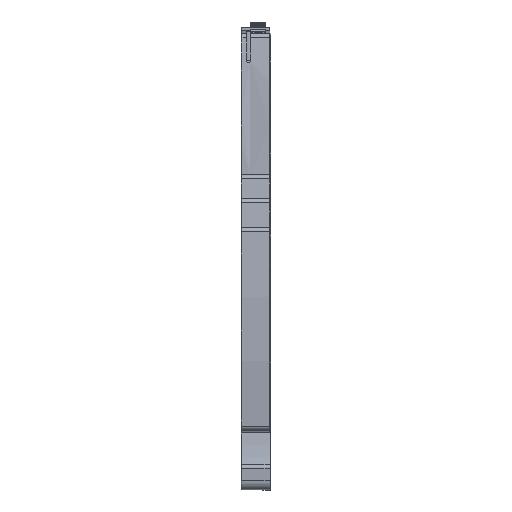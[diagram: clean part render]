
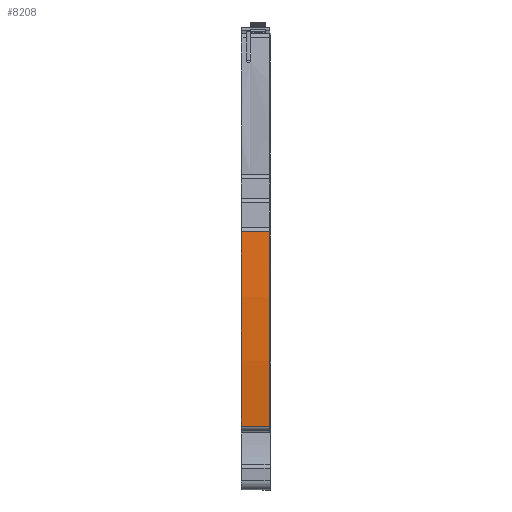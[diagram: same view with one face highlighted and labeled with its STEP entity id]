
A CAD part, front view. The second image highlights one B-rep face of the part: STEP entity #8208.
In plain terms, the highlighted cylindrical face has radius 202 mm (diameter 404 mm), a partial arc.
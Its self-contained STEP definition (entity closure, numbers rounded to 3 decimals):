
#733=AXIS2_PLACEMENT_3D('Circle Axis2P3D',#731,#732,$) ;
#4218=AXIS2_PLACEMENT_3D('Circle Axis2P3D',#4216,#4217,$) ;
#8195=AXIS2_PLACEMENT_3D('Cylinder Axis2P3D',#8192,#8193,#8194) ;
#728=CARTESIAN_POINT('Vertex',(5.95,0.609,53.828)) ;
#731=CARTESIAN_POINT('Axis2P3D Location',(5.95,202.,38.15)) ;
#735=CARTESIAN_POINT('Vertex',(5.95,1.531,13.327)) ;
#3031=CARTESIAN_POINT('Vertex',(0.,0.609,53.828)) ;
#3034=CARTESIAN_POINT('Line Origine',(1.94,0.609,53.828)) ;
#4213=CARTESIAN_POINT('Vertex',(0.,1.531,13.327)) ;
#4216=CARTESIAN_POINT('Axis2P3D Location',(0.,202.,38.15)) ;
#8192=CARTESIAN_POINT('Axis2P3D Location',(2.55,202.,38.15)) ;
#8197=CARTESIAN_POINT('Line Origine',(2.55,1.531,13.327)) ;
#732=DIRECTION('Axis2P3D Direction',(1.,0.,0.)) ;
#3035=DIRECTION('Vector Direction',(1.,0.,0.)) ;
#4217=DIRECTION('Axis2P3D Direction',(1.,0.,0.)) ;
#8193=DIRECTION('Axis2P3D Direction',(1.,0.,0.)) ;
#8194=DIRECTION('Axis2P3D XDirection',(0.,-0.997,0.082)) ;
#8198=DIRECTION('Vector Direction',(1.,0.,0.)) ;
#3036=VECTOR('Line Direction',#3035,1.) ;
#8199=VECTOR('Line Direction',#8198,1.) ;
#8203=ORIENTED_EDGE('',*,*,#8201,.F.) ;
#8204=ORIENTED_EDGE('',*,*,#737,.F.) ;
#8205=ORIENTED_EDGE('',*,*,#3038,.T.) ;
#8206=ORIENTED_EDGE('',*,*,#4220,.T.) ;
#8208=ADVANCED_FACE('KLEMME',(#8207),#8196,.T.) ;
#734=CIRCLE('generated circle',#733,202.) ;
#4219=CIRCLE('generated circle',#4218,202.) ;
#8196=CYLINDRICAL_SURFACE('generated cylinder',#8195,202.) ;
#737=EDGE_CURVE('',#729,#736,#734,.T.) ;
#3038=EDGE_CURVE('',#729,#3032,#3037,.F.) ;
#4220=EDGE_CURVE('',#3032,#4214,#4219,.T.) ;
#8201=EDGE_CURVE('',#736,#4214,#8200,.F.) ;
#8202=EDGE_LOOP('',(#8203,#8204,#8205,#8206)) ;
#8207=FACE_OUTER_BOUND('',#8202,.T.) ;
#3037=LINE('Line',#3034,#3036) ;
#8200=LINE('Line',#8197,#8199) ;
#729=VERTEX_POINT('',#728) ;
#736=VERTEX_POINT('',#735) ;
#3032=VERTEX_POINT('',#3031) ;
#4214=VERTEX_POINT('',#4213) ;
